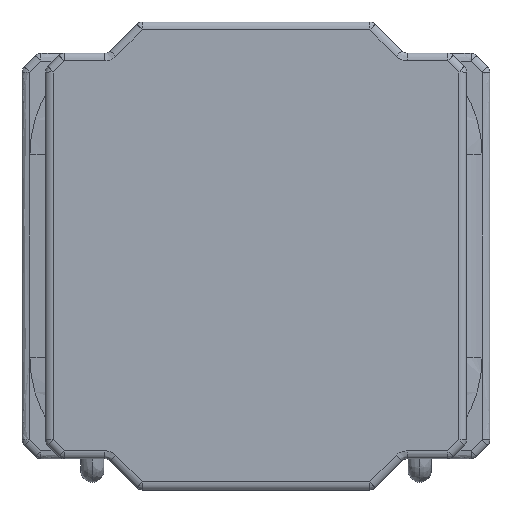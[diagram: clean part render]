
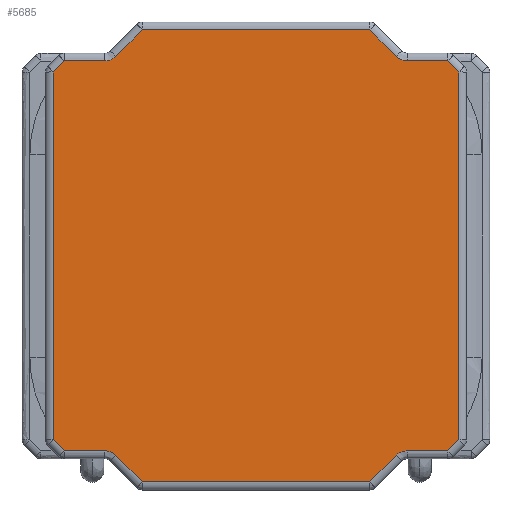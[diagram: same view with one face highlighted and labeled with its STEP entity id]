
A CAD part, top view. The second image highlights one B-rep face of the part: STEP entity #5685.
In plain terms, the highlighted free-form (B-spline) face has degree [1, 1] with [2, 2] control points.
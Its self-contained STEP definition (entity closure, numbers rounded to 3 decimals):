
#5685 = ADVANCED_FACE('',(#5686),#5832,.F.);
#5686 = FACE_BOUND('',#5687,.T.);
#5687 = EDGE_LOOP('',(#5688,#5697,#5704,#5711,#5718,#5726,#5733,#5740,
    #5747,#5755,#5762,#5769,#5776,#5783,#5790,#5798,#5805,#5812,#5819,
    #5827));
#5688 = ORIENTED_EDGE('',*,*,#5689,.T.);
#5689 = EDGE_CURVE('',#5690,#5692,#5694,.T.);
#5690 = VERTEX_POINT('',#5691);
#5691 = CARTESIAN_POINT('',(-1.229,1.25,1.005));
#5692 = VERTEX_POINT('',#5693);
#5693 = CARTESIAN_POINT('',(-1.3,1.179,1.005));
#5694 = B_SPLINE_CURVE_WITH_KNOTS('',1,(#5695,#5696),.UNSPECIFIED.,.F.,
  .F.,(2,2),(-0.015,0.085),
  .PIECEWISE_BEZIER_KNOTS.);
#5695 = CARTESIAN_POINT('',(-1.229,1.25,1.005));
#5696 = CARTESIAN_POINT('',(-1.3,1.179,1.005));
#5697 = ORIENTED_EDGE('',*,*,#5698,.T.);
#5698 = EDGE_CURVE('',#5692,#5699,#5701,.T.);
#5699 = VERTEX_POINT('',#5700);
#5700 = CARTESIAN_POINT('',(-1.3,-1.179,1.005));
#5701 = B_SPLINE_CURVE_WITH_KNOTS('',1,(#5702,#5703),.UNSPECIFIED.,.F.,
  .F.,(2,2),(-1.179,1.179),.PIECEWISE_BEZIER_KNOTS.);
#5702 = CARTESIAN_POINT('',(-1.3,1.179,1.005));
#5703 = CARTESIAN_POINT('',(-1.3,-1.179,1.005));
#5704 = ORIENTED_EDGE('',*,*,#5705,.T.);
#5705 = EDGE_CURVE('',#5699,#5706,#5708,.T.);
#5706 = VERTEX_POINT('',#5707);
#5707 = CARTESIAN_POINT('',(-1.229,-1.25,1.005));
#5708 = B_SPLINE_CURVE_WITH_KNOTS('',1,(#5709,#5710),.UNSPECIFIED.,.F.,
  .F.,(2,2),(-0.085,0.015),
  .PIECEWISE_BEZIER_KNOTS.);
#5709 = CARTESIAN_POINT('',(-1.3,-1.179,1.005));
#5710 = CARTESIAN_POINT('',(-1.229,-1.25,1.005));
#5711 = ORIENTED_EDGE('',*,*,#5712,.T.);
#5712 = EDGE_CURVE('',#5706,#5713,#5715,.T.);
#5713 = VERTEX_POINT('',#5714);
#5714 = CARTESIAN_POINT('',(-0.971,-1.25,1.005));
#5715 = B_SPLINE_CURVE_WITH_KNOTS('',1,(#5716,#5717),.UNSPECIFIED.,.F.,
  .F.,(2,2),(-1.229,-0.971),.PIECEWISE_BEZIER_KNOTS.);
#5716 = CARTESIAN_POINT('',(-1.229,-1.25,1.005));
#5717 = CARTESIAN_POINT('',(-0.971,-1.25,1.005));
#5718 = ORIENTED_EDGE('',*,*,#5719,.F.);
#5719 = EDGE_CURVE('',#5720,#5713,#5722,.T.);
#5720 = VERTEX_POINT('',#5721);
#5721 = CARTESIAN_POINT('',(-0.9,-1.279,1.005));
#5722 = ( BOUNDED_CURVE() B_SPLINE_CURVE(2,(#5723,#5724,#5725),
.UNSPECIFIED.,.F.,.F.) B_SPLINE_CURVE_WITH_KNOTS((3,3),(2.356,
3.142),.PIECEWISE_BEZIER_KNOTS.) CURVE() 
GEOMETRIC_REPRESENTATION_ITEM() RATIONAL_B_SPLINE_CURVE((1.,
0.924,1.)) REPRESENTATION_ITEM('') );
#5723 = CARTESIAN_POINT('',(-0.9,-1.279,1.005));
#5724 = CARTESIAN_POINT('',(-0.929,-1.25,1.005));
#5725 = CARTESIAN_POINT('',(-0.971,-1.25,1.005));
#5726 = ORIENTED_EDGE('',*,*,#5727,.T.);
#5727 = EDGE_CURVE('',#5720,#5728,#5730,.T.);
#5728 = VERTEX_POINT('',#5729);
#5729 = CARTESIAN_POINT('',(-0.729,-1.45,1.005));
#5730 = B_SPLINE_CURVE_WITH_KNOTS('',1,(#5731,#5732),.UNSPECIFIED.,.F.,
  .F.,(2,2),(0.268,0.51),.PIECEWISE_BEZIER_KNOTS.);
#5731 = CARTESIAN_POINT('',(-0.9,-1.279,1.005));
#5732 = CARTESIAN_POINT('',(-0.729,-1.45,1.005));
#5733 = ORIENTED_EDGE('',*,*,#5734,.T.);
#5734 = EDGE_CURVE('',#5728,#5735,#5737,.T.);
#5735 = VERTEX_POINT('',#5736);
#5736 = CARTESIAN_POINT('',(0.729,-1.45,1.005));
#5737 = B_SPLINE_CURVE_WITH_KNOTS('',1,(#5738,#5739),.UNSPECIFIED.,.F.,
  .F.,(2,2),(-0.729,0.729),.PIECEWISE_BEZIER_KNOTS.);
#5738 = CARTESIAN_POINT('',(-0.729,-1.45,1.005));
#5739 = CARTESIAN_POINT('',(0.729,-1.45,1.005));
#5740 = ORIENTED_EDGE('',*,*,#5741,.T.);
#5741 = EDGE_CURVE('',#5735,#5742,#5744,.T.);
#5742 = VERTEX_POINT('',#5743);
#5743 = CARTESIAN_POINT('',(0.9,-1.279,1.005));
#5744 = B_SPLINE_CURVE_WITH_KNOTS('',1,(#5745,#5746),.UNSPECIFIED.,.F.,
  .F.,(2,2),(-0.51,-0.268),.PIECEWISE_BEZIER_KNOTS.);
#5745 = CARTESIAN_POINT('',(0.729,-1.45,1.005));
#5746 = CARTESIAN_POINT('',(0.9,-1.279,1.005));
#5747 = ORIENTED_EDGE('',*,*,#5748,.F.);
#5748 = EDGE_CURVE('',#5749,#5742,#5751,.T.);
#5749 = VERTEX_POINT('',#5750);
#5750 = CARTESIAN_POINT('',(0.971,-1.25,1.005));
#5751 = ( BOUNDED_CURVE() B_SPLINE_CURVE(2,(#5752,#5753,#5754),
.UNSPECIFIED.,.F.,.F.) B_SPLINE_CURVE_WITH_KNOTS((3,3),(3.142,
3.927),.PIECEWISE_BEZIER_KNOTS.) CURVE() 
GEOMETRIC_REPRESENTATION_ITEM() RATIONAL_B_SPLINE_CURVE((1.,
0.924,1.)) REPRESENTATION_ITEM('') );
#5752 = CARTESIAN_POINT('',(0.971,-1.25,1.005));
#5753 = CARTESIAN_POINT('',(0.929,-1.25,1.005));
#5754 = CARTESIAN_POINT('',(0.9,-1.279,1.005));
#5755 = ORIENTED_EDGE('',*,*,#5756,.T.);
#5756 = EDGE_CURVE('',#5749,#5757,#5759,.T.);
#5757 = VERTEX_POINT('',#5758);
#5758 = CARTESIAN_POINT('',(1.229,-1.25,1.005));
#5759 = B_SPLINE_CURVE_WITH_KNOTS('',1,(#5760,#5761),.UNSPECIFIED.,.F.,
  .F.,(2,2),(0.971,1.229),.PIECEWISE_BEZIER_KNOTS.);
#5760 = CARTESIAN_POINT('',(0.971,-1.25,1.005));
#5761 = CARTESIAN_POINT('',(1.229,-1.25,1.005));
#5762 = ORIENTED_EDGE('',*,*,#5763,.T.);
#5763 = EDGE_CURVE('',#5757,#5764,#5766,.T.);
#5764 = VERTEX_POINT('',#5765);
#5765 = CARTESIAN_POINT('',(1.3,-1.179,1.005));
#5766 = B_SPLINE_CURVE_WITH_KNOTS('',1,(#5767,#5768),.UNSPECIFIED.,.F.,
  .F.,(2,2),(-0.015,0.085),
  .PIECEWISE_BEZIER_KNOTS.);
#5767 = CARTESIAN_POINT('',(1.229,-1.25,1.005));
#5768 = CARTESIAN_POINT('',(1.3,-1.179,1.005));
#5769 = ORIENTED_EDGE('',*,*,#5770,.T.);
#5770 = EDGE_CURVE('',#5764,#5771,#5773,.T.);
#5771 = VERTEX_POINT('',#5772);
#5772 = CARTESIAN_POINT('',(1.3,1.179,1.005));
#5773 = B_SPLINE_CURVE_WITH_KNOTS('',1,(#5774,#5775),.UNSPECIFIED.,.F.,
  .F.,(2,2),(-1.179,1.179),.PIECEWISE_BEZIER_KNOTS.);
#5774 = CARTESIAN_POINT('',(1.3,-1.179,1.005));
#5775 = CARTESIAN_POINT('',(1.3,1.179,1.005));
#5776 = ORIENTED_EDGE('',*,*,#5777,.T.);
#5777 = EDGE_CURVE('',#5771,#5778,#5780,.T.);
#5778 = VERTEX_POINT('',#5779);
#5779 = CARTESIAN_POINT('',(1.229,1.25,1.005));
#5780 = B_SPLINE_CURVE_WITH_KNOTS('',1,(#5781,#5782),.UNSPECIFIED.,.F.,
  .F.,(2,2),(-0.085,0.015),
  .PIECEWISE_BEZIER_KNOTS.);
#5781 = CARTESIAN_POINT('',(1.3,1.179,1.005));
#5782 = CARTESIAN_POINT('',(1.229,1.25,1.005));
#5783 = ORIENTED_EDGE('',*,*,#5784,.T.);
#5784 = EDGE_CURVE('',#5778,#5785,#5787,.T.);
#5785 = VERTEX_POINT('',#5786);
#5786 = CARTESIAN_POINT('',(0.971,1.25,1.005));
#5787 = B_SPLINE_CURVE_WITH_KNOTS('',1,(#5788,#5789),.UNSPECIFIED.,.F.,
  .F.,(2,2),(-1.229,-0.971),.PIECEWISE_BEZIER_KNOTS.);
#5788 = CARTESIAN_POINT('',(1.229,1.25,1.005));
#5789 = CARTESIAN_POINT('',(0.971,1.25,1.005));
#5790 = ORIENTED_EDGE('',*,*,#5791,.F.);
#5791 = EDGE_CURVE('',#5792,#5785,#5794,.T.);
#5792 = VERTEX_POINT('',#5793);
#5793 = CARTESIAN_POINT('',(0.9,1.279,1.005));
#5794 = ( BOUNDED_CURVE() B_SPLINE_CURVE(2,(#5795,#5796,#5797),
.UNSPECIFIED.,.F.,.F.) B_SPLINE_CURVE_WITH_KNOTS((3,3),(5.498,
6.283),.PIECEWISE_BEZIER_KNOTS.) CURVE() 
GEOMETRIC_REPRESENTATION_ITEM() RATIONAL_B_SPLINE_CURVE((1.,
0.924,1.)) REPRESENTATION_ITEM('') );
#5795 = CARTESIAN_POINT('',(0.9,1.279,1.005));
#5796 = CARTESIAN_POINT('',(0.929,1.25,1.005));
#5797 = CARTESIAN_POINT('',(0.971,1.25,1.005));
#5798 = ORIENTED_EDGE('',*,*,#5799,.T.);
#5799 = EDGE_CURVE('',#5792,#5800,#5802,.T.);
#5800 = VERTEX_POINT('',#5801);
#5801 = CARTESIAN_POINT('',(0.729,1.45,1.005));
#5802 = B_SPLINE_CURVE_WITH_KNOTS('',1,(#5803,#5804),.UNSPECIFIED.,.F.,
  .F.,(2,2),(0.268,0.51),.PIECEWISE_BEZIER_KNOTS.);
#5803 = CARTESIAN_POINT('',(0.9,1.279,1.005));
#5804 = CARTESIAN_POINT('',(0.729,1.45,1.005));
#5805 = ORIENTED_EDGE('',*,*,#5806,.T.);
#5806 = EDGE_CURVE('',#5800,#5807,#5809,.T.);
#5807 = VERTEX_POINT('',#5808);
#5808 = CARTESIAN_POINT('',(-0.729,1.45,1.005));
#5809 = B_SPLINE_CURVE_WITH_KNOTS('',1,(#5810,#5811),.UNSPECIFIED.,.F.,
  .F.,(2,2),(-0.729,0.729),.PIECEWISE_BEZIER_KNOTS.);
#5810 = CARTESIAN_POINT('',(0.729,1.45,1.005));
#5811 = CARTESIAN_POINT('',(-0.729,1.45,1.005));
#5812 = ORIENTED_EDGE('',*,*,#5813,.T.);
#5813 = EDGE_CURVE('',#5807,#5814,#5816,.T.);
#5814 = VERTEX_POINT('',#5815);
#5815 = CARTESIAN_POINT('',(-0.9,1.279,1.005));
#5816 = B_SPLINE_CURVE_WITH_KNOTS('',1,(#5817,#5818),.UNSPECIFIED.,.F.,
  .F.,(2,2),(-0.51,-0.268),.PIECEWISE_BEZIER_KNOTS.);
#5817 = CARTESIAN_POINT('',(-0.729,1.45,1.005));
#5818 = CARTESIAN_POINT('',(-0.9,1.279,1.005));
#5819 = ORIENTED_EDGE('',*,*,#5820,.F.);
#5820 = EDGE_CURVE('',#5821,#5814,#5823,.T.);
#5821 = VERTEX_POINT('',#5822);
#5822 = CARTESIAN_POINT('',(-0.971,1.25,1.005));
#5823 = ( BOUNDED_CURVE() B_SPLINE_CURVE(2,(#5824,#5825,#5826),
.UNSPECIFIED.,.F.,.F.) B_SPLINE_CURVE_WITH_KNOTS((3,3),(0.,
0.785),.PIECEWISE_BEZIER_KNOTS.) CURVE() 
GEOMETRIC_REPRESENTATION_ITEM() RATIONAL_B_SPLINE_CURVE((1.,
0.924,1.)) REPRESENTATION_ITEM('') );
#5824 = CARTESIAN_POINT('',(-0.971,1.25,1.005));
#5825 = CARTESIAN_POINT('',(-0.929,1.25,1.005));
#5826 = CARTESIAN_POINT('',(-0.9,1.279,1.005));
#5827 = ORIENTED_EDGE('',*,*,#5828,.T.);
#5828 = EDGE_CURVE('',#5821,#5690,#5829,.T.);
#5829 = B_SPLINE_CURVE_WITH_KNOTS('',1,(#5830,#5831),.UNSPECIFIED.,.F.,
  .F.,(2,2),(0.971,1.229),.PIECEWISE_BEZIER_KNOTS.);
#5830 = CARTESIAN_POINT('',(-0.971,1.25,1.005));
#5831 = CARTESIAN_POINT('',(-1.229,1.25,1.005));
#5832 = B_SPLINE_SURFACE_WITH_KNOTS('',1,1,(
    (#5833,#5834)
    ,(#5835,#5836
    )),.UNSPECIFIED.,.F.,.F.,.F.,(2,2),(2,2),(-1.45,1.45),(
    -1.3,1.3),.PIECEWISE_BEZIER_KNOTS.);
#5833 = CARTESIAN_POINT('',(1.3,1.45,1.005));
#5834 = CARTESIAN_POINT('',(-1.3,1.45,1.005));
#5835 = CARTESIAN_POINT('',(1.3,-1.45,1.005));
#5836 = CARTESIAN_POINT('',(-1.3,-1.45,1.005));
